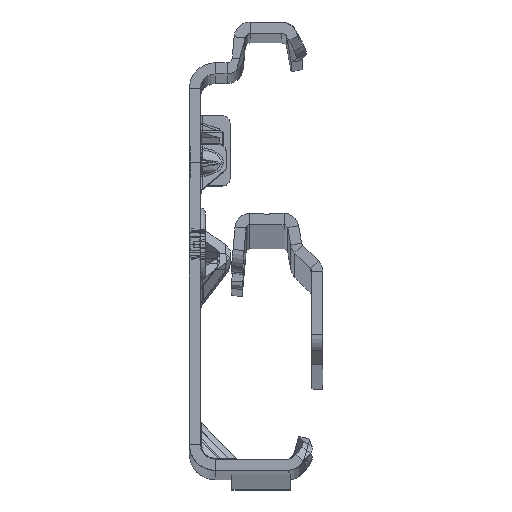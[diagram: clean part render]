
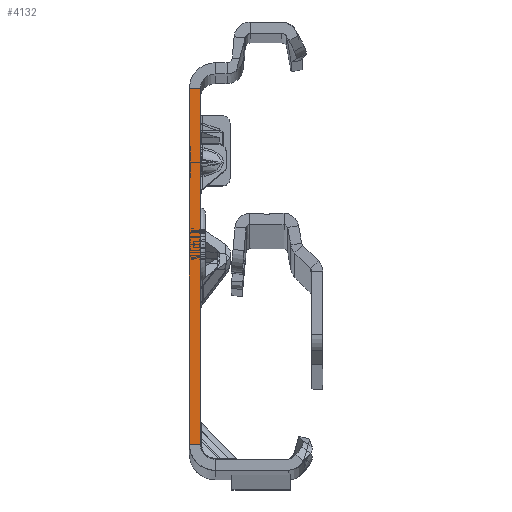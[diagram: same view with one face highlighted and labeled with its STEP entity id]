
A CAD part, top view. The second image highlights one B-rep face of the part: STEP entity #4132.
In plain terms, the highlighted planar face has unit normal (0, 0, 1).
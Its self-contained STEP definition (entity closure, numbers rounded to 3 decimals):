
#3214 = EDGE_CURVE ( 'NONE', #14714, #49740, #46718, .T. ) ;
#4132 = ADVANCED_FACE ( 'NONE', ( #9018 ), #21297, .T. ) ;
#5323 = AXIS2_PLACEMENT_3D ( 'NONE', #12934, #38220, #29922 ) ;
#6061 = ORIENTED_EDGE ( 'NONE', *, *, #54409, .F. ) ;
#6153 = DIRECTION ( 'NONE',  ( 0., -1., 0. ) ) ;
#9018 = FACE_OUTER_BOUND ( 'NONE', #22812, .T. ) ;
#9757 = CARTESIAN_POINT ( 'NONE',  ( -1.5, -25.865, 0. ) ) ;
#10885 = CARTESIAN_POINT ( 'NONE',  ( -1.5, -27.865, 0. ) ) ;
#11308 = CARTESIAN_POINT ( 'NONE',  ( -1.5, 22.135, 0. ) ) ;
#11380 = LINE ( 'NONE', #12467, #39926 ) ;
#11509 = CARTESIAN_POINT ( 'NONE',  ( 0., 22.135, 0. ) ) ;
#12467 = CARTESIAN_POINT ( 'NONE',  ( 0., -25.865, 0. ) ) ;
#12934 = CARTESIAN_POINT ( 'NONE',  ( -1.5, -27.865, 0. ) ) ;
#14433 = CARTESIAN_POINT ( 'NONE',  ( 0., -25.865, 0. ) ) ;
#14714 = VERTEX_POINT ( 'NONE', #11308 ) ;
#19238 = ORIENTED_EDGE ( 'NONE', *, *, #41635, .T. ) ;
#21117 = VECTOR ( 'NONE', #33943, 1000. ) ;
#21297 = PLANE ( 'NONE',  #5323 ) ;
#22812 = EDGE_LOOP ( 'NONE', ( #6061, #19238, #27581, #43618 ) ) ;
#24044 = VERTEX_POINT ( 'NONE', #14433 ) ;
#27581 = ORIENTED_EDGE ( 'NONE', *, *, #3214, .T. ) ;
#28572 = LINE ( 'NONE', #29367, #43129 ) ;
#29367 = CARTESIAN_POINT ( 'NONE',  ( 0., -27.865, 0. ) ) ;
#29922 = DIRECTION ( 'NONE',  ( 1., 0., 0. ) ) ;
#32730 = VERTEX_POINT ( 'NONE', #11509 ) ;
#33943 = DIRECTION ( 'NONE',  ( -1., 0., 0. ) ) ;
#38220 = DIRECTION ( 'NONE',  ( 0., 0., 1. ) ) ;
#39926 = VECTOR ( 'NONE', #42237, 1000. ) ;
#41635 = EDGE_CURVE ( 'NONE', #32730, #14714, #47493, .T. ) ;
#42237 = DIRECTION ( 'NONE',  ( -1., 0., 0. ) ) ;
#43084 = CARTESIAN_POINT ( 'NONE',  ( 0., 22.135, 0. ) ) ;
#43129 = VECTOR ( 'NONE', #50142, 1000. ) ;
#43618 = ORIENTED_EDGE ( 'NONE', *, *, #47177, .F. ) ;
#45250 = VECTOR ( 'NONE', #6153, 1000. ) ;
#46718 = LINE ( 'NONE', #10885, #45250 ) ;
#47177 = EDGE_CURVE ( 'NONE', #24044, #49740, #11380, .T. ) ;
#47493 = LINE ( 'NONE', #43084, #21117 ) ;
#49740 = VERTEX_POINT ( 'NONE', #9757 ) ;
#50142 = DIRECTION ( 'NONE',  ( 0., -1., 0. ) ) ;
#54409 = EDGE_CURVE ( 'NONE', #32730, #24044, #28572, .T. ) ;
